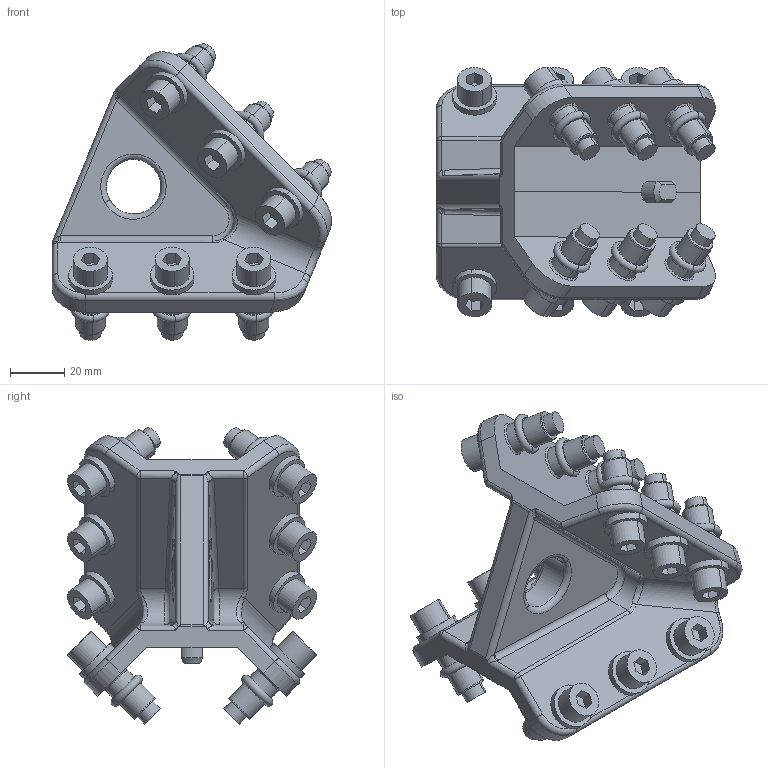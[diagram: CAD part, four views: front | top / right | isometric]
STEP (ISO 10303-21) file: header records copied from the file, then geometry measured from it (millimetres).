
FILE_DESCRIPTION(('CATIA V5 STEP'),'2;1');
FILE_NAME('AEGT088.stp','2018-07-30T00:35:04+00:00',('none'),('none'),'CATIA Version 5 Release 21 GA (IN-10)','CATIA V5 STEP AP214','none');
FILE_SCHEMA(('AUTOMOTIVE_DESIGN { 1 0 10303 214 1 1 1 1 }'));
Length unit declared in the file: millimetre
Products named in the file (1): AEGT088
Bounding box: 102.54 x 91.57 x 108.82 mm (x, y, z)
Volume: 193618.2 mm3; surface area: 65195.5 mm2
Topology: 1 solids, 14 shells, 626 faces, 1398 edges, 868 vertices
Faces by surface type: cylinder 248, plane 242, cone 78, torus 28, bspline 26, sphere 4
Entity records: 21667 total; most frequent: CARTESIAN_POINT 5577, ORIENTED_EDGE 2788, DIRECTION 2078, EDGE_CURVE 1394, AXIS2_PLACEMENT_3D 1012, VERTEX_POINT 868, EDGE_LOOP 724, VECTOR 664
